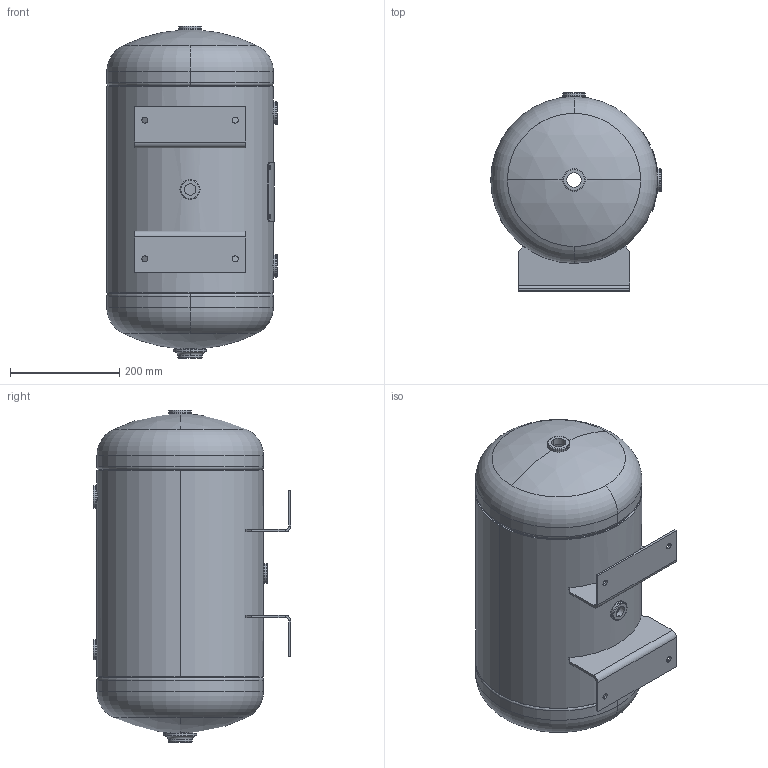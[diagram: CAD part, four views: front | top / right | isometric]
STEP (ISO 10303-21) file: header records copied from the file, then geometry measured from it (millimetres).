
FILE_DESCRIPTION (( 'STEP AP214' ), '1' );
FILE_NAME ('304936.STEP', '2024-03-20T21:07:38', ( '' ), ( '' ), 'SwSTEP 2.0', 'SolidWorks 2022', '' );
FILE_SCHEMA (( 'AUTOMOTIVE_DESIGN' ));
Length unit declared in the file: inch
Products named in the file (10): 304936; A84497; NP-HOR_12; HEAD_12X094JOG-DEEP; PHOENIX FLAT FLANGE_1000; PHOENIX FLAT FLANGE_0500P393; 304936-SL; PHOENIX FLAT FLANGE_0750; S36195
Assembly tree (14 placements, depth 2):
  304936
    304936-SL
    HEAD_12X094JOG-DEEP
    HEAD_12X094JOG-DEEP
    PHOENIX FLAT FLANGE_1000
    PHOENIX FLAT FLANGE_0750  x4
    PHOENIX FLAT FLANGE_0500P393  x2
    A84497  x2
    S36195
    NP-HOR_12
Bounding box: 311.94 x 362.31 x 607.64 mm (x, y, z)
Volume: 1919814.5 mm3; surface area: 1475498.2 mm2
Topology: 14 solids, 14 shells, 306 faces, 658 edges, 392 vertices
Faces by surface type: torus 108, cylinder 98, plane 70, bspline 22, sphere 8
Full cylindrical faces by diameter (mm): 299.618 x1, 304.8 x1
Entity records: 11788 total; most frequent: CARTESIAN_POINT 7037, DIRECTION 966, ORIENTED_EDGE 840, AXIS2_PLACEMENT_3D 431, EDGE_CURVE 420, VERTEX_POINT 252, CIRCLE 246, EDGE_LOOP 226
